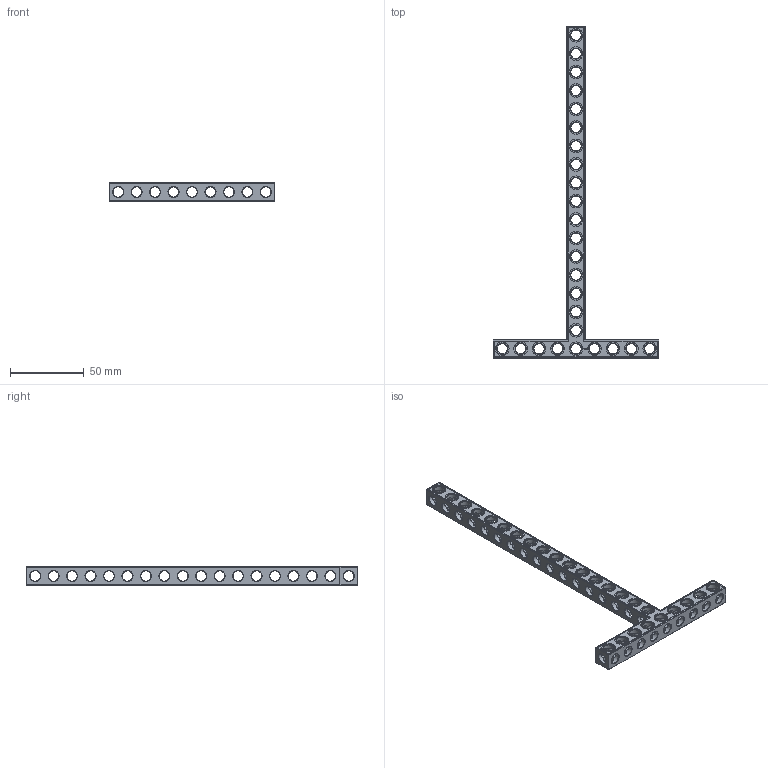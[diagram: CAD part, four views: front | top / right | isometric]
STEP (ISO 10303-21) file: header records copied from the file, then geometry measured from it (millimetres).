
FILE_DESCRIPTION(('FreeCAD Model'),'2;1');
FILE_NAME('Open CASCADE Shape Model','2022-01-27T23:27:22',( 'Paulo Kiefe'),('STEMFIE.org'),'Open CASCADE STEP processor 7.4', 'FreeCAD','Unknown');
FILE_SCHEMA(('AUTOMOTIVE_DESIGN { 1 0 10303 214 1 1 1 1 }'));
Products named in the file (1): Beam_TSH_SYM_ESS_BU09x18x01_-_SPN-BEM-1073_(stemfie.org)
Bounding box: 112.5 x 225 x 12.5 mm (x, y, z)
Volume: 25391.9 mm3; surface area: 22751.4 mm2
Topology: 1 solids, 1 shells, 807 faces, 2501 edges, 1650 vertices
Faces by surface type: plane 406, cylinder 157, extrusion 138, cone 106
Full cylindrical faces by diameter (mm): 6.98 x10, 7 x121, 9.2 x26
Entity records: 88433 total; most frequent: CARTESIAN_POINT 41647, DIRECTION 7683, ORIENTED_EDGE 5002, PCURVE 5002, DEFINITIONAL_REPRESENTATION 5002, VECTOR 4843, LINE 4705, EDGE_CURVE 2501
